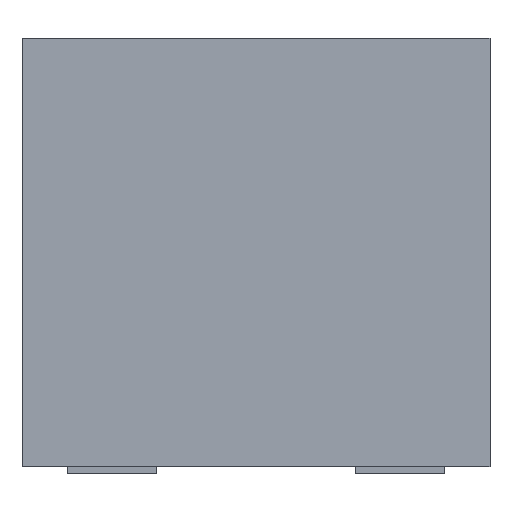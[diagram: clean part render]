
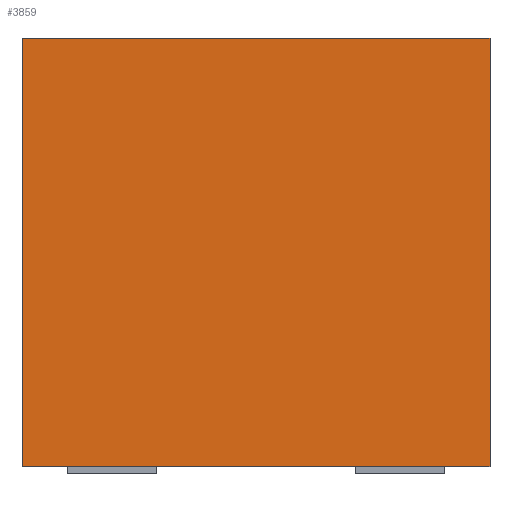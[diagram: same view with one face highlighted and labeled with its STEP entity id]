
A CAD part, top view. The second image highlights one B-rep face of the part: STEP entity #3859.
In plain terms, the highlighted planar face has unit normal (0, 0, 1).
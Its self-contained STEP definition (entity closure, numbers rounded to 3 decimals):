
#102 = CARTESIAN_POINT ( 'NONE',  ( 3.28, 6., 3.38 ) ) ;
#180 = FACE_OUTER_BOUND ( 'NONE', #290, .T. ) ;
#290 = EDGE_LOOP ( 'NONE', ( #4327, #317, #2589, #2341 ) ) ;
#317 = ORIENTED_EDGE ( 'NONE', *, *, #1213, .F. ) ;
#1056 = DIRECTION ( 'NONE',  ( 1., 0., 0. ) ) ;
#1152 = CARTESIAN_POINT ( 'NONE',  ( 3.28, 0., 3.38 ) ) ;
#1203 = VECTOR ( 'NONE', #3582, 1000. ) ;
#1213 = EDGE_CURVE ( 'NONE', #1379, #2800, #1571, .T. ) ;
#1379 = VERTEX_POINT ( 'NONE', #4719 ) ;
#1498 = DIRECTION ( 'NONE',  ( 0., 0., -1. ) ) ;
#1568 = EDGE_CURVE ( 'NONE', #4591, #1379, #3111, .T. ) ;
#1571 = LINE ( 'NONE', #102, #4779 ) ;
#2050 = CARTESIAN_POINT ( 'NONE',  ( 3.28, 6., 3.38 ) ) ;
#2072 = DIRECTION ( 'NONE',  ( 1., 0., 0. ) ) ;
#2114 = VECTOR ( 'NONE', #4266, 1000. ) ;
#2341 = ORIENTED_EDGE ( 'NONE', *, *, #4010, .T. ) ;
#2589 = ORIENTED_EDGE ( 'NONE', *, *, #1568, .F. ) ;
#2623 = LINE ( 'NONE', #4406, #4706 ) ;
#2800 = VERTEX_POINT ( 'NONE', #2050 ) ;
#2822 = CARTESIAN_POINT ( 'NONE',  ( 3.28, 6., 3.38 ) ) ;
#3111 = LINE ( 'NONE', #4547, #2114 ) ;
#3173 = CARTESIAN_POINT ( 'NONE',  ( -3.28, 0., 3.38 ) ) ;
#3582 = DIRECTION ( 'NONE',  ( 0., 1., 0. ) ) ;
#3817 = CARTESIAN_POINT ( 'NONE',  ( -3.28, 6., 3.38 ) ) ;
#3818 = EDGE_CURVE ( 'NONE', #4129, #2800, #4273, .T. ) ;
#3859 = ADVANCED_FACE ( 'NONE', ( #180 ), #4582, .F. ) ;
#4010 = EDGE_CURVE ( 'NONE', #4591, #4129, #2623, .T. ) ;
#4052 = AXIS2_PLACEMENT_3D ( 'NONE', #3817, #1498, #4229 ) ;
#4129 = VERTEX_POINT ( 'NONE', #1152 ) ;
#4229 = DIRECTION ( 'NONE',  ( -1., 0., 0. ) ) ;
#4266 = DIRECTION ( 'NONE',  ( 0., 1., 0. ) ) ;
#4273 = LINE ( 'NONE', #2822, #1203 ) ;
#4327 = ORIENTED_EDGE ( 'NONE', *, *, #3818, .T. ) ;
#4406 = CARTESIAN_POINT ( 'NONE',  ( 3.28, 0., 3.38 ) ) ;
#4547 = CARTESIAN_POINT ( 'NONE',  ( -3.28, 6., 3.38 ) ) ;
#4582 = PLANE ( 'NONE',  #4052 ) ;
#4591 = VERTEX_POINT ( 'NONE', #3173 ) ;
#4706 = VECTOR ( 'NONE', #2072, 1000. ) ;
#4719 = CARTESIAN_POINT ( 'NONE',  ( -3.28, 6., 3.38 ) ) ;
#4779 = VECTOR ( 'NONE', #1056, 1000. ) ;
